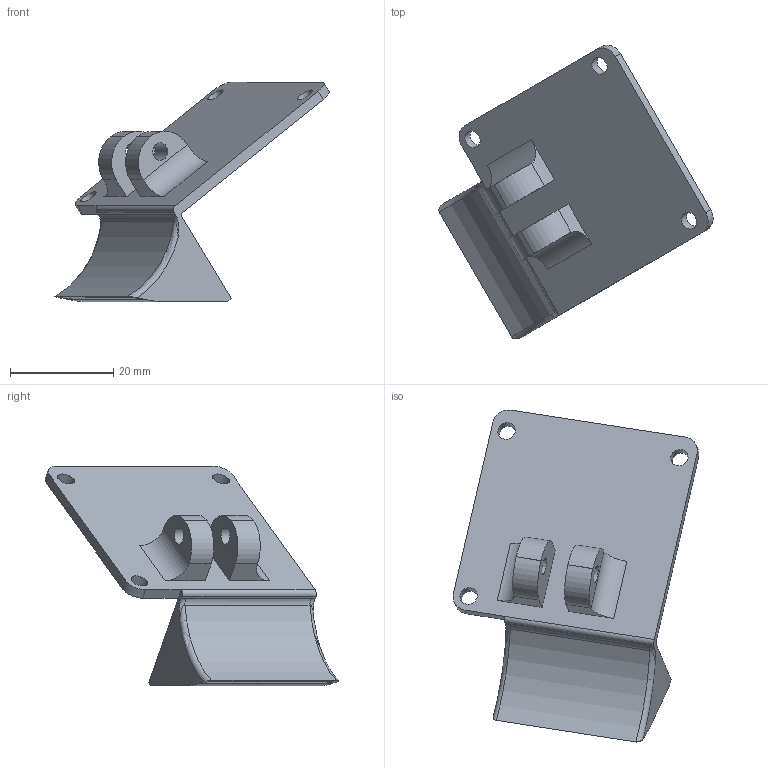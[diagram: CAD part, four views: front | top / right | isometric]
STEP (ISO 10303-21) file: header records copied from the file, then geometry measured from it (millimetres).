
FILE_DESCRIPTION(('FreeCAD Model'),'2;1');
FILE_NAME( 'Layer_Fan_Mount.step', '2017-01-31T00:34:50',('Ax Smith-Laffin'),('AxMod Box Mods Limited'), 'Open CASCADE STEP processor 6.8','FreeCAD','Unknown');
FILE_SCHEMA(('AUTOMOTIVE_DESIGN_CC2 { 1 2 10303 214 -1 1 5 4 }'));
Length unit declared in the file: millimetre
Products named in the file (2): ASSEMBLY; Layer_Fan_Mount
Assembly tree (1 placements, depth 2):
  ASSEMBLY
    Layer_Fan_Mount
Bounding box: 53.2 x 56.94 x 42.63 mm (x, y, z)
Volume: 5705.1 mm3; surface area: 7405.9 mm2
Topology: 1 solids, 1 shells, 55 faces, 154 edges, 103 vertices
Faces by surface type: plane 31, cylinder 20, bspline 2, torus 2
Full cylindrical faces by diameter (mm): 3.4 x5
Entity records: 6300 total; most frequent: CARTESIAN_POINT 3215, DIRECTION 561, LINE 349, VECTOR 349, ORIENTED_EDGE 308, PCURVE 308, DEFINITIONAL_REPRESENTATION 308, EDGE_CURVE 154
